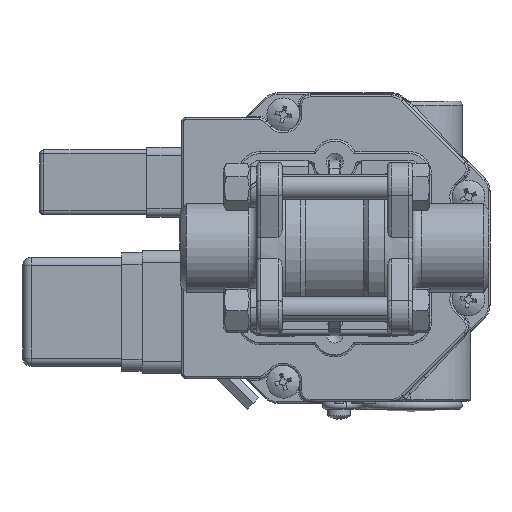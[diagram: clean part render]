
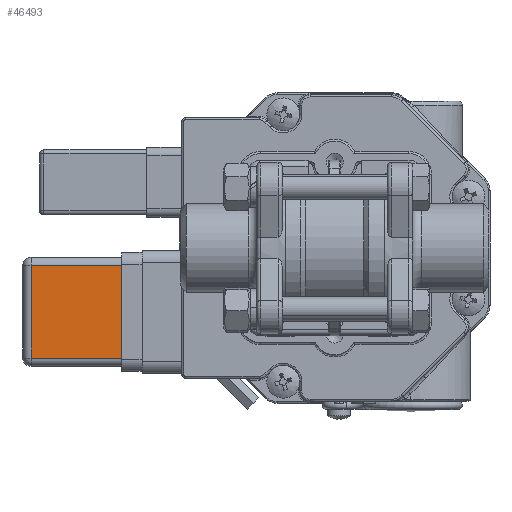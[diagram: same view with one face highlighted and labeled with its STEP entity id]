
A CAD part, front view. The second image highlights one B-rep face of the part: STEP entity #46493.
In plain terms, the highlighted face is planar.
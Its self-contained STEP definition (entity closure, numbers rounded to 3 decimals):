
#3699=PLANE('',#59304);
#6388=LINE('',#107813,#9172);
#6391=LINE('',#107820,#9175);
#6397=LINE('',#107836,#9181);
#6402=LINE('',#107850,#9186);
#9172=VECTOR('',#72421,1000.);
#9175=VECTOR('',#72428,1000.);
#9181=VECTOR('',#72448,1000.);
#9186=VECTOR('',#72465,1000.);
#21912=ORIENTED_EDGE('',*,*,#29186,.T.);
#21913=ORIENTED_EDGE('',*,*,#29182,.T.);
#21914=ORIENTED_EDGE('',*,*,#29202,.T.);
#21915=ORIENTED_EDGE('',*,*,#29195,.T.);
#29182=EDGE_CURVE('',#33619,#33623,#6388,.T.);
#29186=EDGE_CURVE('',#33625,#33619,#6391,.T.);
#29195=EDGE_CURVE('',#33630,#33625,#6397,.T.);
#29202=EDGE_CURVE('',#33623,#33630,#6402,.T.);
#33619=VERTEX_POINT('',#107800);
#33623=VERTEX_POINT('',#107811);
#33625=VERTEX_POINT('',#107817);
#33630=VERTEX_POINT('',#107837);
#39803=EDGE_LOOP('',(#21912,#21913,#21914,#21915));
#43166=FACE_BOUND('',#39803,.T.);
#46493=ADVANCED_FACE('',(#43166),#3699,.F.);
#59304=AXIS2_PLACEMENT_3D('',#107849,#72463,#72464);
#72421=DIRECTION('',(0.,0.,-1.));
#72428=DIRECTION('',(1.,0.,0.));
#72448=DIRECTION('',(0.,0.,1.));
#72463=DIRECTION('',(0.,-1.,0.));
#72464=DIRECTION('',(0.,0.,-1.));
#72465=DIRECTION('',(-1.,0.,0.));
#107800=CARTESIAN_POINT('',(11.25,13.25,36.6));
#107811=CARTESIAN_POINT('',(11.25,13.25,14.6));
#107813=CARTESIAN_POINT('',(11.25,13.25,38.6));
#107817=CARTESIAN_POINT('',(-11.25,13.25,36.6));
#107820=CARTESIAN_POINT('',(-13.25,13.25,36.6));
#107836=CARTESIAN_POINT('',(-11.25,13.25,38.6));
#107837=CARTESIAN_POINT('',(-11.25,13.25,14.6));
#107849=CARTESIAN_POINT('',(-13.25,13.25,38.6));
#107850=CARTESIAN_POINT('',(-13.25,13.25,14.6));
